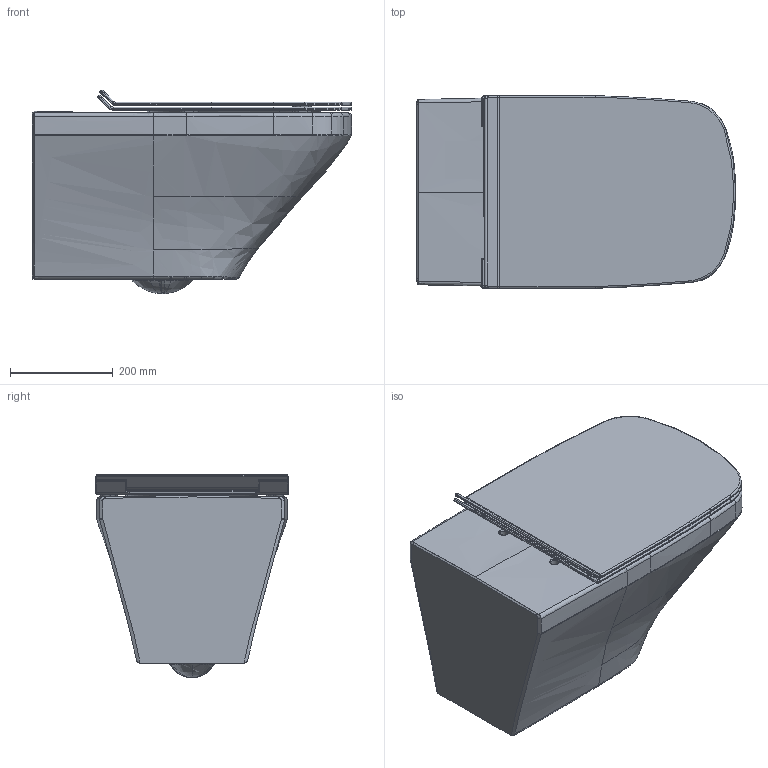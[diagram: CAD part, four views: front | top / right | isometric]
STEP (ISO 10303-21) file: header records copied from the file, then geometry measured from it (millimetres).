
FILE_DESCRIPTION((''),'2;1');
FILE_NAME('253709.stp','2013-05-29T15:39:36',('Administrator'),(''),'Autodesk Inventor 2011','Autodesk Inventor 2011','');
FILE_SCHEMA(('CONFIG_CONTROL_DESIGN'));
Length unit declared in the file: millimetre
Products named in the file (6): 253709; DuraStyle WC-Sitz lang; Deckel lang; Sitz lang; Gummipuffer
Assembly tree (10 placements, depth 3):
  253709
    253709
    DuraStyle WC-Sitz lang
      Deckel lang
      Sitz lang
      Gummipuffer  x6
Bounding box: 620.18 x 374.61 x 395.48 mm (x, y, z)
Volume: 34382218.2 mm3; surface area: 1677338.3 mm2
Topology: 9 solids, 9 shells, 497 faces, 1349 edges, 869 vertices
Faces by surface type: bspline 315, cylinder 79, torus 59, plane 42, sphere 2
Full cylindrical faces by diameter (mm): 15 x2
Entity records: 82211 total; most frequent: CARTESIAN_POINT 71648, ORIENTED_EDGE 2566, DIRECTION 1435, EDGE_CURVE 1283, VERTEX_POINT 827, B_SPLINE_CURVE_WITH_KNOTS 651, AXIS2_PLACEMENT_3D 625, EDGE_LOOP 474
